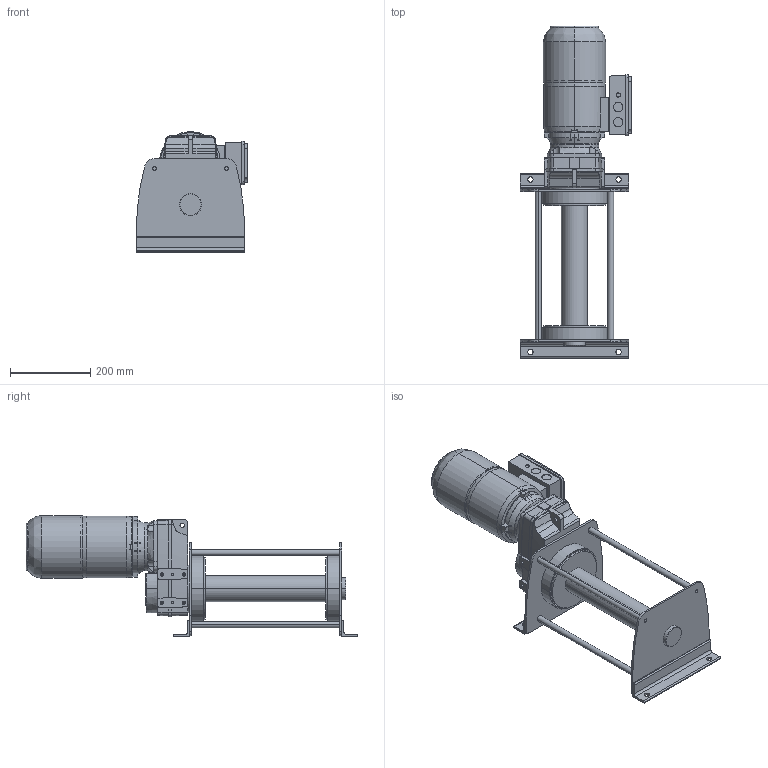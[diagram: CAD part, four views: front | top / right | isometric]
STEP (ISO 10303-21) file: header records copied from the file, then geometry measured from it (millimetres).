
FILE_DESCRIPTION(('STEP AP242'),'1');
FILE_NAME('planeta_pfw0250_v12_dt1-sa1-b12-ltr300_8dwg3y828q9i8gr3q9nsk9xuj.stp','2019-06-05T09:48:27',('TraceParts'),('TraceParts S.A.'),'Spatial InterOp 3D',' ',' ');
FILE_SCHEMA(('AP242_MANAGED_MODEL_BASED_3D_ENGINEERING_MIM_LF {1 0 10303 442 1 1 4}'));
Length unit declared in the file: millimetre
Products named in the file (1): planeta_pfw0250_v12_dt1-sa1-b12-ltr300_8dwg3y828q9i8gr3q9nsk9xuj_1
Bounding box: 277.5 x 827.1 x 300.88 mm (x, y, z)
Volume: 11973496.1 mm3; surface area: 1031971.4 mm2
Topology: 23 solids, 23 shells, 977 faces, 2485 edges, 1585 vertices
Faces by surface type: cylinder 427, plane 342, cone 163, torus 24, bspline 21
Entity records: 38692 total; most frequent: CARTESIAN_POINT 6677, DIRECTION 5354, ORIENTED_EDGE 4886, EDGE_CURVE 2443, AXIS2_PLACEMENT_3D 2121, VERTEX_POINT 1585, LINE 1112, VECTOR 1112
